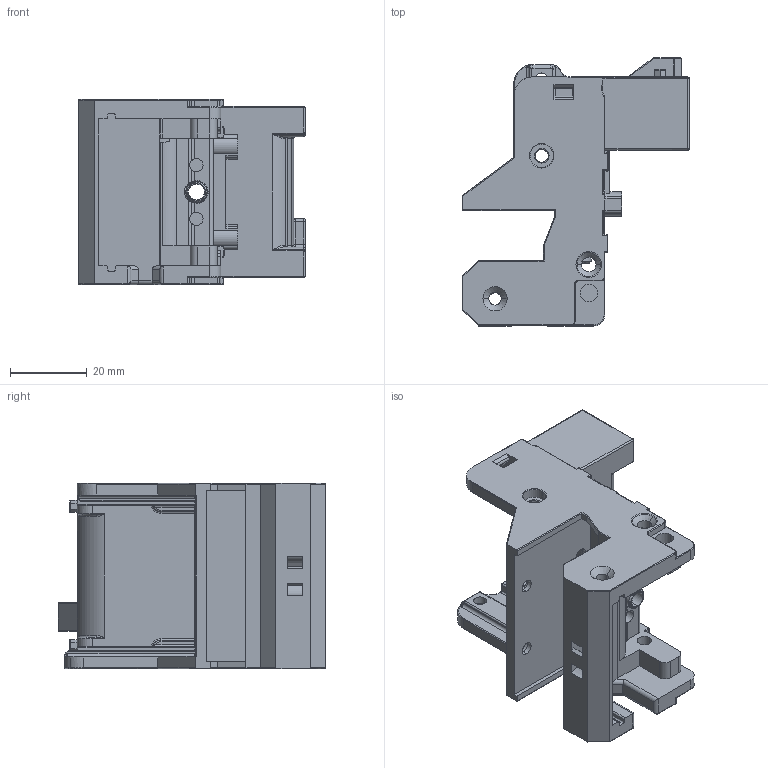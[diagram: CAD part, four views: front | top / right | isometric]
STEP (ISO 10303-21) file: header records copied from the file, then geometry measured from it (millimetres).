
FILE_DESCRIPTION(/* description */ ('STEP AP242','CAx-IF Rec.Pracs.---Representation and Presentation of Product Manufacturing Information (PMI)---4.0---2014-10-13','CAx-IF Rec.Pracs.---3D Tessellated Geometry---0.4---2014-09-14','2;1'),/* implementation_level */ '2;1');
FILE_NAME(/* name */ '6636ebf932ca386ef7ea462a',/* time_stamp */ '2024-05-05T02:16:26Z',/* author */ (''),/* organization */ (''),/* preprocessor_version */ 'ST-DEVELOPER v20',/* originating_system */ ' ',/* authorisation */ ' ');
FILE_SCHEMA (('AP242_MANAGED_MODEL_BASED_3D_ENGINEERING_MIM_LF { 1 0 10303 442 1 1 4 }'));
Length unit declared in the file: metre
Products named in the file (1): Left Carriage
Bounding box: 59.1 x 70 x 48.4 mm (x, y, z)
Volume: 46494.1 mm3; surface area: 23650 mm2
Topology: 1 solids, 1 shells, 901 faces, 2397 edges, 1502 vertices
Faces by surface type: cylinder 435, plane 244, torus 116, sphere 46, bspline 37, cone 23
Entity records: 29632 total; most frequent: CARTESIAN_POINT 6802, DIRECTION 5020, ORIENTED_EDGE 4772, EDGE_CURVE 2386, AXIS2_PLACEMENT_3D 1970, VERTEX_POINT 1502, LINE 1080, VECTOR 1080
